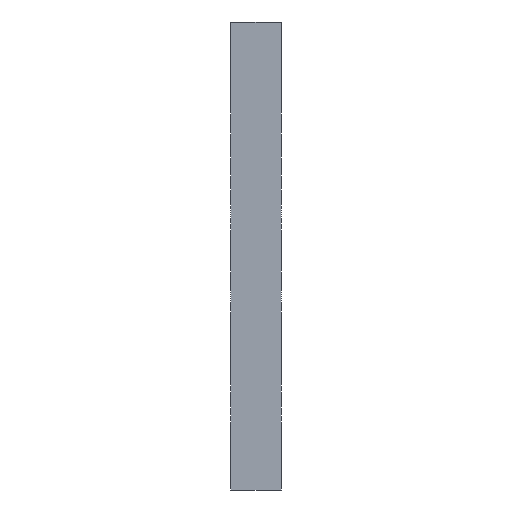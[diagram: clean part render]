
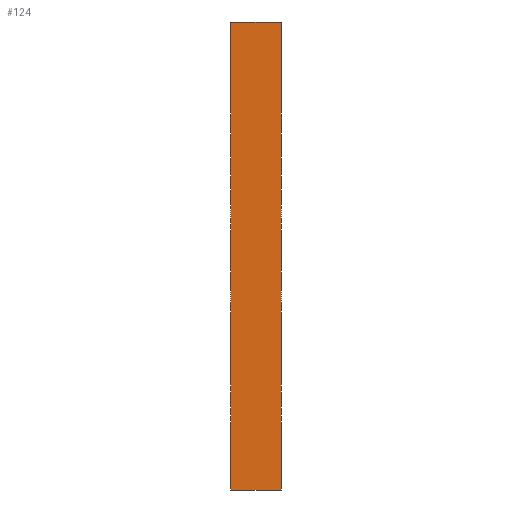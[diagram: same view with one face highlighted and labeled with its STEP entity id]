
A CAD part, left-side view. The second image highlights one B-rep face of the part: STEP entity #124.
In plain terms, the highlighted planar face has unit normal (-1, 0, 0).
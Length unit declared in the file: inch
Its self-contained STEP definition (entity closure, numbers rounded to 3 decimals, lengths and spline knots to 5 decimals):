
#72 = LINE ( 'NONE', #258, #584 ) ;
#82 = ORIENTED_EDGE ( 'NONE', *, *, #874, .T. ) ;
#109 = VERTEX_POINT ( 'NONE', #1119 ) ;
#124 = ADVANCED_FACE ( 'NONE', ( #299 ), #1010, .T. ) ;
#125 = VERTEX_POINT ( 'NONE', #516 ) ;
#139 = EDGE_CURVE ( 'NONE', #109, #125, #72, .T. ) ;
#157 = DIRECTION ( 'NONE',  ( 0., 0., 1. ) ) ;
#180 = ORIENTED_EDGE ( 'NONE', *, *, #505, .F. ) ;
#194 = VECTOR ( 'NONE', #870, 39.37008 ) ;
#225 = CARTESIAN_POINT ( 'NONE',  ( 0., 0.1875, 0. ) ) ;
#258 = CARTESIAN_POINT ( 'NONE',  ( 0., 0.1875, -1.75 ) ) ;
#264 = AXIS2_PLACEMENT_3D ( 'NONE', #660, #512, #157 ) ;
#278 = ORIENTED_EDGE ( 'NONE', *, *, #139, .T. ) ;
#282 = ORIENTED_EDGE ( 'NONE', *, *, #397, .F. ) ;
#299 = FACE_OUTER_BOUND ( 'NONE', #1108, .T. ) ;
#327 = DIRECTION ( 'NONE',  ( 0., -1., 0. ) ) ;
#397 = EDGE_CURVE ( 'NONE', #649, #125, #641, .T. ) ;
#486 = LINE ( 'NONE', #1020, #803 ) ;
#505 = EDGE_CURVE ( 'NONE', #1069, #649, #486, .T. ) ;
#512 = DIRECTION ( 'NONE',  ( -1., 0., 0. ) ) ;
#516 = CARTESIAN_POINT ( 'NONE',  ( 0., 0., -1.75 ) ) ;
#566 = DIRECTION ( 'NONE',  ( 0., -1., 0. ) ) ;
#584 = VECTOR ( 'NONE', #327, 39.37008 ) ;
#641 = LINE ( 'NONE', #995, #1115 ) ;
#647 = LINE ( 'NONE', #225, #194 ) ;
#649 = VERTEX_POINT ( 'NONE', #1122 ) ;
#660 = CARTESIAN_POINT ( 'NONE',  ( 0., 0.1875, 0. ) ) ;
#708 = CARTESIAN_POINT ( 'NONE',  ( 0., 0.1875, 0. ) ) ;
#803 = VECTOR ( 'NONE', #566, 39.37008 ) ;
#870 = DIRECTION ( 'NONE',  ( 0., 0., -1. ) ) ;
#874 = EDGE_CURVE ( 'NONE', #1069, #109, #647, .T. ) ;
#902 = DIRECTION ( 'NONE',  ( 0., 0., -1. ) ) ;
#995 = CARTESIAN_POINT ( 'NONE',  ( 0., 0., 0. ) ) ;
#1010 = PLANE ( 'NONE',  #264 ) ;
#1020 = CARTESIAN_POINT ( 'NONE',  ( 0., 0.1875, 0. ) ) ;
#1069 = VERTEX_POINT ( 'NONE', #708 ) ;
#1108 = EDGE_LOOP ( 'NONE', ( #282, #180, #82, #278 ) ) ;
#1115 = VECTOR ( 'NONE', #902, 39.37008 ) ;
#1119 = CARTESIAN_POINT ( 'NONE',  ( 0., 0.1875, -1.75 ) ) ;
#1122 = CARTESIAN_POINT ( 'NONE',  ( 0., 0., 0. ) ) ;
